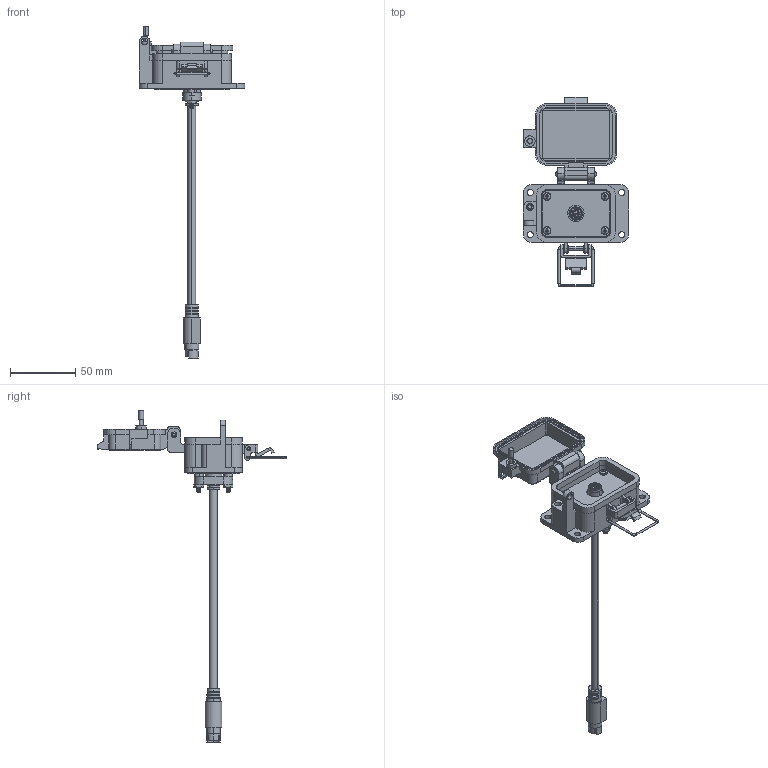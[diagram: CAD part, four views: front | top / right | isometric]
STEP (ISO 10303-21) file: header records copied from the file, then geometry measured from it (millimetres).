
FILE_DESCRIPTION (( 'STEP AP203' ), '1' );
FILE_NAME ('P-A10-B3RX_3D.STEP', '2025-01-21T17:42:40', ( '' ), ( '' ), 'SwSTEP 2.0', 'SolidWorks 2023', '' );
FILE_SCHEMA (( 'CONFIG_CONTROL_DESIGN' ));
Length unit declared in the file: millimetre
Products named in the file (11): A10; 92005A124_METRIC PAN HEAD PHILLIPS MACHINE SCREW_92005A124; 19mm Spacer; P-A10-B3RX_FP; P-A10-B3RX_3D; 90273A117_ZINC-PLATED STL FLAT HEAD PHIL MACHINE SCREW_90273A117; Z-020-3050; Z-H-B3_B; 90480A005_LOW-STRENGTH STEEL HEX NUT_90480A005; P-A10-B3RX_BP; P-A10-B3RX_TP
Assembly tree (16 placements, depth 3):
  P-A10-B3RX_3D
    P-A10-B3RX_BP
    A10
      Z-020-3050
    19mm Spacer  x2
    P-A10-B3RX_TP
    90273A117_ZINC-PLATED STL FLAT HEAD PHIL MACHINE SCREW_90273A117  x2
    P-A10-B3RX_FP
    90480A005_LOW-STRENGTH STEEL HEX NUT_90480A005  x2
    Z-H-B3_B
    92005A124_METRIC PAN HEAD PHILLIPS MACHINE SCREW_92005A124  x4
Bounding box: 80.57 x 144.93 x 253.9 mm (x, y, z)
Volume: 71168.9 mm3; surface area: 57839.5 mm2
Topology: 29 solids, 29 shells, 2302 faces, 6463 edges, 4279 vertices
Faces by surface type: cylinder 1309, plane 629, bspline 220, cone 120, torus 16, sphere 8
Entity records: 68449 total; most frequent: CARTESIAN_POINT 31905, ORIENTED_EDGE 8216, DIRECTION 6359, EDGE_CURVE 4108, VERTEX_POINT 2723, AXIS2_PLACEMENT_3D 2166, VECTOR 2027, LINE 2027
